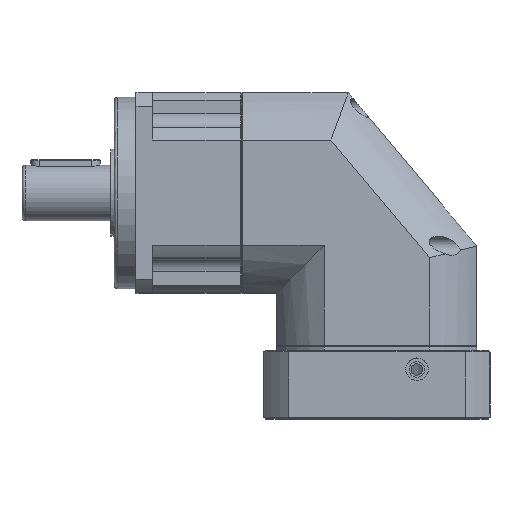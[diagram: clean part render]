
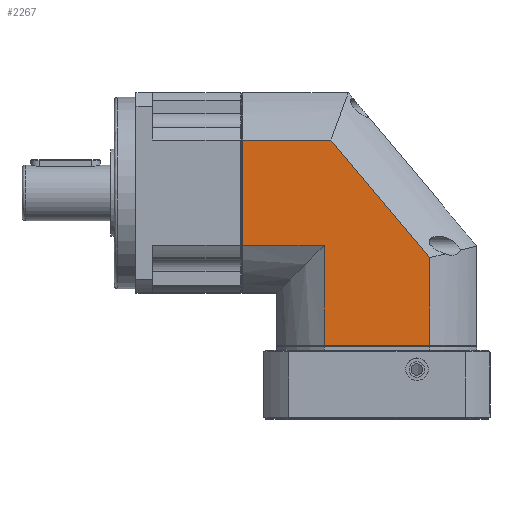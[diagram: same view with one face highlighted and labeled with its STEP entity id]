
A CAD part, top view. The second image highlights one B-rep face of the part: STEP entity #2267.
In plain terms, the highlighted planar face has unit normal (0, 0, 1).
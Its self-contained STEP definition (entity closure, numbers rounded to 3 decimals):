
#981 = EDGE_CURVE ( 'NONE', #8518, #4084, #14815, .T. ) ;
#1845 = CARTESIAN_POINT ( 'NONE',  ( 40.561, -20.52, 115. ) ) ;
#1853 = ORIENTED_EDGE ( 'NONE', *, *, #2229, .T. ) ;
#2229 = EDGE_CURVE ( 'NONE', #19494, #19978, #6961, .T. ) ;
#2267 = ADVANCED_FACE ( 'NONE', ( #17686 ), #6678, .T. ) ;
#2984 = LINE ( 'NONE', #5483, #11960 ) ;
#3478 = EDGE_CURVE ( 'NONE', #4217, #19494, #6503, .T. ) ;
#3765 = DIRECTION ( 'NONE',  ( -0.643, 0.766, 0. ) ) ;
#4084 = VERTEX_POINT ( 'NONE', #11357 ) ;
#4217 = VERTEX_POINT ( 'NONE', #7915 ) ;
#4484 = VECTOR ( 'NONE', #21401, 1000. ) ;
#5406 = CARTESIAN_POINT ( 'NONE',  ( 40.561, -70.95, 115. ) ) ;
#5483 = CARTESIAN_POINT ( 'NONE',  ( 40.561, -20.52, 115. ) ) ;
#6079 = DIRECTION ( 'NONE',  ( 1., 0., 0. ) ) ;
#6121 = DIRECTION ( 'NONE',  ( 0., 0., 1. ) ) ;
#6147 = CARTESIAN_POINT ( 'NONE',  ( -9.042, -8.988, 115. ) ) ;
#6503 = LINE ( 'NONE', #6794, #15508 ) ;
#6678 = PLANE ( 'NONE',  #16689 ) ;
#6794 = CARTESIAN_POINT ( 'NONE',  ( -9.042, -70.95, 115. ) ) ;
#6961 = LINE ( 'NONE', #11381, #19754 ) ;
#7387 = VECTOR ( 'NONE', #21201, 1000. ) ;
#7842 = EDGE_CURVE ( 'NONE', #19978, #8518, #2984, .T. ) ;
#7915 = CARTESIAN_POINT ( 'NONE',  ( -20.061, -70.95, 115. ) ) ;
#7989 = DIRECTION ( 'NONE',  ( 0., 1., 0. ) ) ;
#8518 = VERTEX_POINT ( 'NONE', #19394 ) ;
#8621 = EDGE_CURVE ( 'NONE', #14010, #20249, #13481, .T. ) ;
#8662 = LINE ( 'NONE', #10630, #13188 ) ;
#8717 = DIRECTION ( 'NONE',  ( 1., 0., 0. ) ) ;
#8854 = EDGE_CURVE ( 'NONE', #4084, #14010, #8662, .T. ) ;
#9653 = CARTESIAN_POINT ( 'NONE',  ( -20.061, -13.561, 115. ) ) ;
#10292 = VECTOR ( 'NONE', #18331, 1000. ) ;
#10359 = ORIENTED_EDGE ( 'NONE', *, *, #3478, .T. ) ;
#10630 = CARTESIAN_POINT ( 'NONE',  ( -66.95, -8.988, 115. ) ) ;
#10788 = EDGE_CURVE ( 'NONE', #20249, #4217, #20163, .T. ) ;
#11357 = CARTESIAN_POINT ( 'NONE',  ( -66.95, 47.061, 115. ) ) ;
#11381 = CARTESIAN_POINT ( 'NONE',  ( 40.561, -8.988, 115. ) ) ;
#11960 = VECTOR ( 'NONE', #3765, 1000. ) ;
#12857 = ORIENTED_EDGE ( 'NONE', *, *, #8621, .T. ) ;
#12896 = ORIENTED_EDGE ( 'NONE', *, *, #7842, .T. ) ;
#12923 = ORIENTED_EDGE ( 'NONE', *, *, #8854, .T. ) ;
#13188 = VECTOR ( 'NONE', #20530, 1000. ) ;
#13481 = LINE ( 'NONE', #19751, #4484 ) ;
#14010 = VERTEX_POINT ( 'NONE', #16512 ) ;
#14815 = LINE ( 'NONE', #18593, #10292 ) ;
#15508 = VECTOR ( 'NONE', #8717, 1000. ) ;
#16512 = CARTESIAN_POINT ( 'NONE',  ( -66.95, -13.561, 115. ) ) ;
#16689 = AXIS2_PLACEMENT_3D ( 'NONE', #6147, #6121, #6079 ) ;
#17482 = ORIENTED_EDGE ( 'NONE', *, *, #981, .T. ) ;
#17686 = FACE_OUTER_BOUND ( 'NONE', #19930, .T. ) ;
#18331 = DIRECTION ( 'NONE',  ( -1., 0., 0. ) ) ;
#18593 = CARTESIAN_POINT ( 'NONE',  ( -9.042, 47.061, 115. ) ) ;
#18659 = ORIENTED_EDGE ( 'NONE', *, *, #10788, .T. ) ;
#19394 = CARTESIAN_POINT ( 'NONE',  ( -16.146, 47.061, 115. ) ) ;
#19494 = VERTEX_POINT ( 'NONE', #5406 ) ;
#19623 = CARTESIAN_POINT ( 'NONE',  ( -20.061, -8.988, 115. ) ) ;
#19751 = CARTESIAN_POINT ( 'NONE',  ( -9.042, -13.561, 115. ) ) ;
#19754 = VECTOR ( 'NONE', #7989, 1000. ) ;
#19930 = EDGE_LOOP ( 'NONE', ( #12857, #18659, #10359, #1853, #12896, #17482, #12923 ) ) ;
#19978 = VERTEX_POINT ( 'NONE', #1845 ) ;
#20163 = LINE ( 'NONE', #19623, #7387 ) ;
#20249 = VERTEX_POINT ( 'NONE', #9653 ) ;
#20530 = DIRECTION ( 'NONE',  ( 0., -1., 0. ) ) ;
#21201 = DIRECTION ( 'NONE',  ( 0., -1., 0. ) ) ;
#21401 = DIRECTION ( 'NONE',  ( 1., 0., 0. ) ) ;
